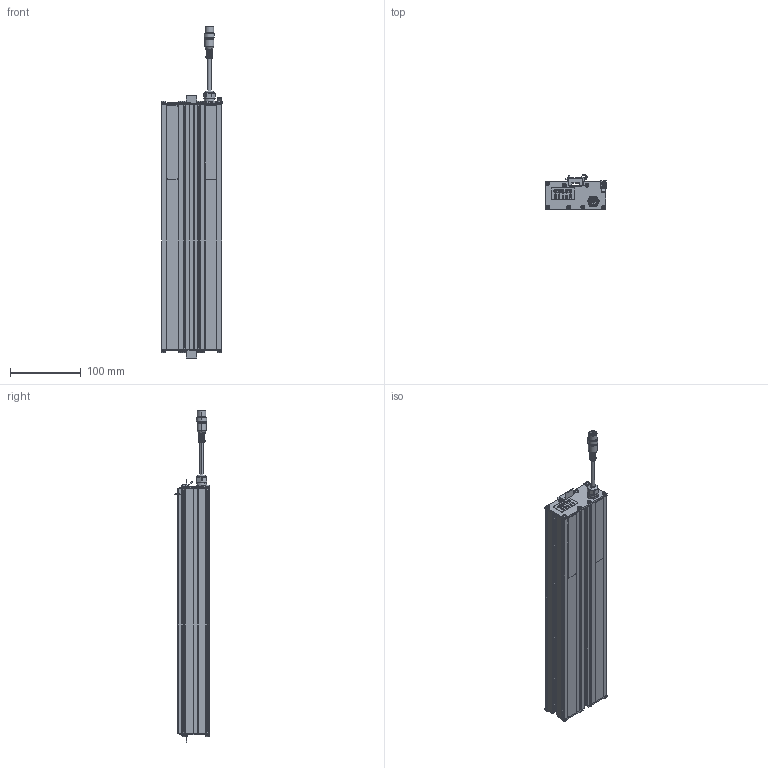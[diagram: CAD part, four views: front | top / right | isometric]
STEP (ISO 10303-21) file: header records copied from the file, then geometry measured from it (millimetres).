
FILE_DESCRIPTION (( 'STEP AP214' ), '1' );
FILE_NAME ('LIMAX3R.STEP', '2015-05-12T08:39:34', ( '' ), ( '' ), 'SwSTEP 2.0', 'SolidWorks 2014', '' );
FILE_SCHEMA (( 'AUTOMOTIVE_DESIGN' ));
Length unit declared in the file: millimetre
Products named in the file (2): Group1^LIMAX3R; LIMAX3R
Assembly tree (1 placements, depth 2):
  LIMAX3R
    Group1^LIMAX3R
Bounding box: 86 x 49.19 x 468.79 mm (x, y, z)
Volume: 1082093.7 mm3; surface area: 180639.9 mm2
Topology: 1 solids, 1 shells, 1545 faces, 4193 edges, 2670 vertices
Faces by surface type: cylinder 572, plane 545, cone 186, torus 164, bspline 78
Entity records: 62168 total; most frequent: CARTESIAN_POINT 14109, ORIENTED_EDGE 8286, DIRECTION 7483, EDGE_CURVE 4143, AXIS2_PLACEMENT_3D 2733, VERTEX_POINT 2670, VECTOR 2017, LINE 2017
